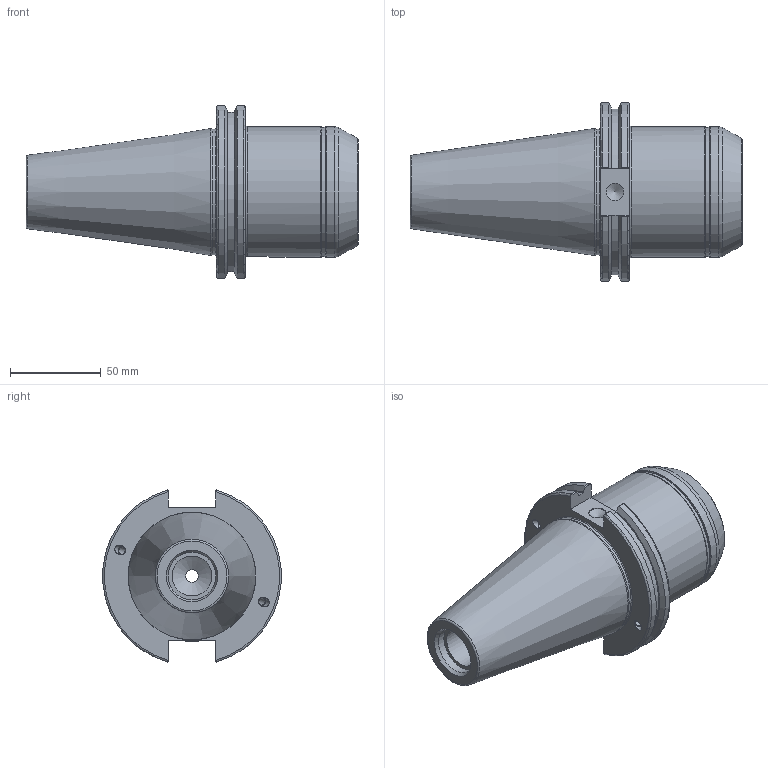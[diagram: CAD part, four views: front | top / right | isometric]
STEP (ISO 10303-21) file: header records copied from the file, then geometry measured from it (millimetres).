
FILE_DESCRIPTION(/* description */ (''),/* implementation_level */ '2;1');
FILE_NAME(/* name */ 'WL028PE.stp',/* time_stamp */ '2024-12-23T16:22:42+09:00',/* author */ ('YSH'),/* organization */ (''),/* preprocessor_version */ 'ST-DEVELOPER v20',/* originating_system */ 'Autodesk Inventor 2025',/* authorisation */ '');
FILE_SCHEMA (('AUTOMOTIVE_DESIGN { 1 0 10303 214 3 1 1 }'));
Length unit declared in the file: millimetre
Products named in the file (1): LO-CAT50ADB-HC31.75P-81
Bounding box: 182.6 x 98.06 x 94.69 mm (x, y, z)
Volume: 518187.6 mm3; surface area: 63927.6 mm2
Topology: 1 solids, 1 shells, 87 faces, 232 edges, 151 vertices
Faces by surface type: cylinder 30, plane 29, cone 15, torus 13
Full cylindrical faces by diameter (mm): 4.134 x8, 5 x4, 6.917 x1, 9.525 x1, 14 x1, 21.971 x1, 26.2 x1, 31.75 x1, 32.55 x1, 69.25 x1, 71 x1, 72 x2
Entity records: 2942 total; most frequent: CARTESIAN_POINT 709, DIRECTION 475, ORIENTED_EDGE 458, EDGE_CURVE 229, AXIS2_PLACEMENT_3D 197, VERTEX_POINT 151, EDGE_LOOP 104, CIRCLE 89
